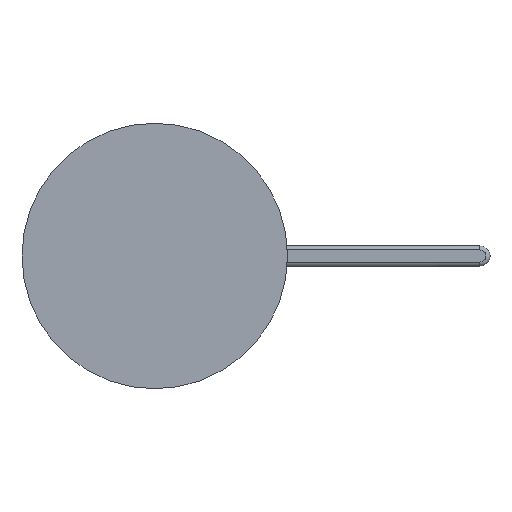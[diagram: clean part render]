
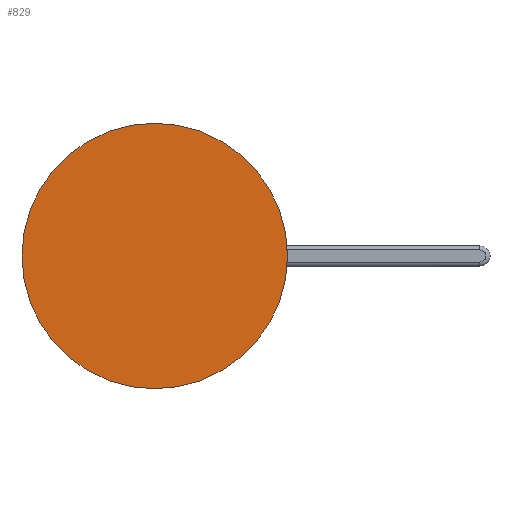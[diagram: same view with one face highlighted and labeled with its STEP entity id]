
A CAD part, front view. The second image highlights one B-rep face of the part: STEP entity #829.
In plain terms, the highlighted planar face has unit normal (0, -1, 0).
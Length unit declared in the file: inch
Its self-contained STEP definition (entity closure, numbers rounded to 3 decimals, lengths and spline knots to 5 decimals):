
#2=CARTESIAN_POINT('',(0.,0.,0.));
#3=DIRECTION('',(0.,-1.,0.));
#4=DIRECTION('',(1.,0.,0.));
#5=AXIS2_PLACEMENT_3D('',#2,#3,#4);
#25=CARTESIAN_POINT('',(0.,0.,0.));
#26=DIRECTION('',(0.,1.,0.));
#27=DIRECTION('',(1.,0.,0.));
#28=AXIS2_PLACEMENT_3D('',#25,#26,#27);
#676=CARTESIAN_POINT('',(0.99,0.,0.));
#677=CARTESIAN_POINT('',(-0.99,0.,0.));
#678=VERTEX_POINT('',#676);
#679=VERTEX_POINT('',#677);
#818=CARTESIAN_POINT('',(0.,0.,0.));
#819=DIRECTION('',(0.,-1.,0.));
#820=DIRECTION('',(-1.,0.,0.));
#821=AXIS2_PLACEMENT_3D('',#818,#819,#820);
#822=PLANE('',#821);
#824=ORIENTED_EDGE('',*,*,#823,.F.);
#826=ORIENTED_EDGE('',*,*,#825,.T.);
#827=EDGE_LOOP('',(#824,#826));
#828=FACE_OUTER_BOUND('',#827,.F.);
#829=ADVANCED_FACE('',(#828),#822,.T.);
#6=CIRCLE('',#5,0.99);
#29=CIRCLE('',#28,0.99);
#823=EDGE_CURVE('',#678,#679,#6,.T.);
#825=EDGE_CURVE('',#678,#679,#29,.T.);
